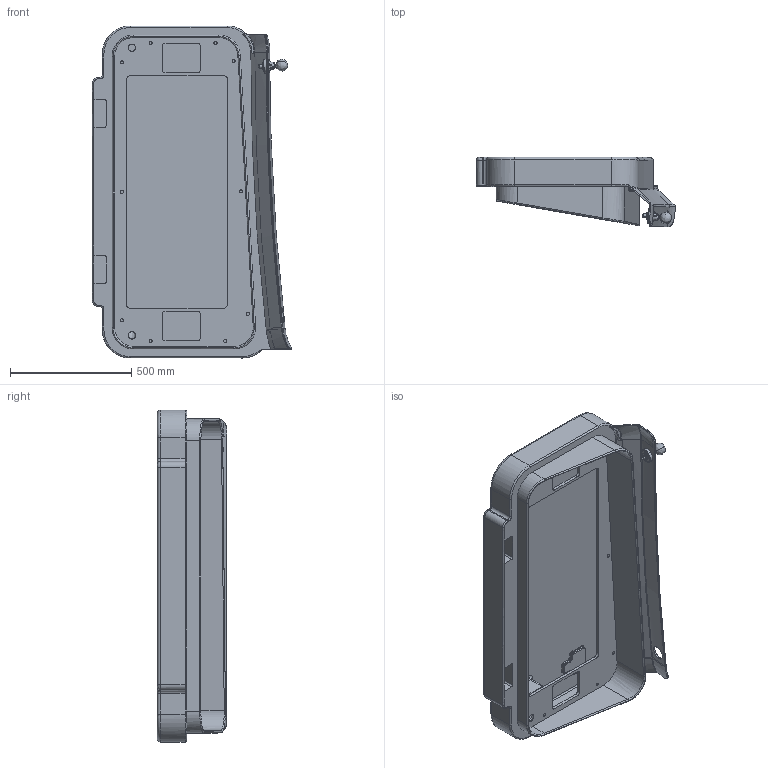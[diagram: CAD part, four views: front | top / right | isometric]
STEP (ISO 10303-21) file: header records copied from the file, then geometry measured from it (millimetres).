
FILE_DESCRIPTION(('FreeCAD Model'),'2;1');
FILE_NAME('Open CASCADE Shape Model','2025-05-04T01:01:01',('FreeCAD'),( 'FreeCAD'),'Open CASCADE STEP processor 7.6','FreeCAD','Unknown');
FILE_SCHEMA(('AUTOMOTIVE_DESIGN { 1 0 10303 214 1 1 1 1 }'));
Length unit declared in the file: millimetre
Products named in the file (1): Open CASCADE STEP translator 7.6 1
Bounding box: 821.54 x 286.24 x 1368.86 mm (x, y, z)
Volume: 29499232.4 mm3; surface area: 4966396.6 mm2
Topology: 5 solids, 5 shells, 721 faces, 1760 edges, 1025 vertices
Faces by surface type: bspline 721
Entity records: 28292 total; most frequent: CARTESIAN_POINT 18696, ORIENTED_EDGE 3444, EDGE_CURVE 1722, VERTEX_POINT 1025, B_SPLINE_CURVE_WITH_KNOTS 933, FACE_BOUND 779, EDGE_LOOP 779, ADVANCED_FACE 721
